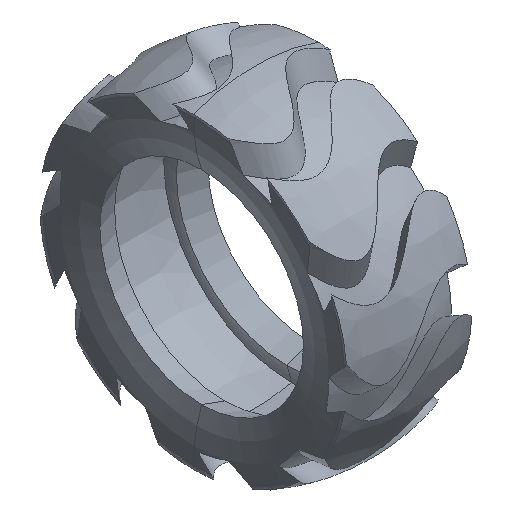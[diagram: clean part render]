
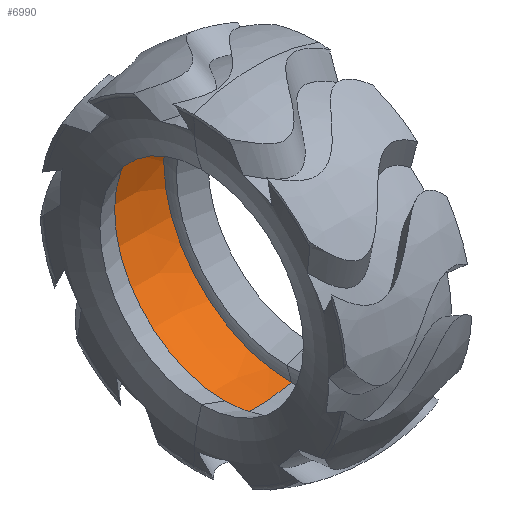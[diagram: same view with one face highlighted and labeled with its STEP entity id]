
A CAD part, isometric view. The second image highlights one B-rep face of the part: STEP entity #6990.
In plain terms, the highlighted toroidal (fillet/blend) face has major radius 9.038 mm and minor radius 89.038 mm.
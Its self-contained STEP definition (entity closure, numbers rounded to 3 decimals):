
#97 = CARTESIAN_POINT ( 'NONE',  ( -118.985, 0., -77.351 ) ) ;
#345 = AXIS2_PLACEMENT_3D ( 'NONE', #7891, #3812, #6856 ) ;
#1191 = CIRCLE ( 'NONE', #13023, 89.038 ) ;
#1519 = EDGE_CURVE ( 'NONE', #4923, #8455, #9568, .T. ) ;
#1859 = CIRCLE ( 'NONE', #4947, 77.351 ) ;
#1989 = DIRECTION ( 'NONE',  ( 0., 0., -1. ) ) ;
#3108 = CARTESIAN_POINT ( 'NONE',  ( -97.429, 0., 9.038 ) ) ;
#3317 = DIRECTION ( 'NONE',  ( 0., 0., -1. ) ) ;
#3745 = DIRECTION ( 'NONE',  ( 1., 0., 0. ) ) ;
#3789 = ORIENTED_EDGE ( 'NONE', *, *, #5232, .T. ) ;
#3812 = DIRECTION ( 'NONE',  ( 0., 1., 0. ) ) ;
#4148 = ORIENTED_EDGE ( 'NONE', *, *, #4952, .F. ) ;
#4923 = VERTEX_POINT ( 'NONE', #8290 ) ;
#4947 = AXIS2_PLACEMENT_3D ( 'NONE', #9126, #9331, #13358 ) ;
#4952 = EDGE_CURVE ( 'NONE', #11697, #5383, #1859, .T. ) ;
#5232 = EDGE_CURVE ( 'NONE', #11697, #4923, #1191, .T. ) ;
#5383 = VERTEX_POINT ( 'NONE', #12095 ) ;
#6856 = DIRECTION ( 'NONE',  ( 0., 0., 1. ) ) ;
#6983 = DIRECTION ( 'NONE',  ( 1., 0., 0. ) ) ;
#6987 = EDGE_CURVE ( 'NONE', #5383, #8455, #7636, .T. ) ;
#6990 = ADVANCED_FACE ( 'NONE', ( #9061 ), #8506, .F. ) ;
#7636 = CIRCLE ( 'NONE', #345, 89.038 ) ;
#7792 = CARTESIAN_POINT ( 'NONE',  ( -75.873, 0., 77.351 ) ) ;
#7852 = AXIS2_PLACEMENT_3D ( 'NONE', #12111, #3745, #8027 ) ;
#7891 = CARTESIAN_POINT ( 'NONE',  ( -97.429, 0., -9.038 ) ) ;
#8027 = DIRECTION ( 'NONE',  ( 0., 0., -1. ) ) ;
#8290 = CARTESIAN_POINT ( 'NONE',  ( -75.873, 0., -77.351 ) ) ;
#8455 = VERTEX_POINT ( 'NONE', #7792 ) ;
#8506 = TOROIDAL_SURFACE ( 'NONE', #7852, -9.038, 89.038 ) ;
#9061 = FACE_OUTER_BOUND ( 'NONE', #12684, .T. ) ;
#9126 = CARTESIAN_POINT ( 'NONE',  ( -118.985, 0., 0. ) ) ;
#9331 = DIRECTION ( 'NONE',  ( 1., 0., 0. ) ) ;
#9535 = DIRECTION ( 'NONE',  ( 0., -1., 0. ) ) ;
#9568 = CIRCLE ( 'NONE', #12450, 77.351 ) ;
#11203 = CARTESIAN_POINT ( 'NONE',  ( -75.873, 0., 0. ) ) ;
#11290 = ORIENTED_EDGE ( 'NONE', *, *, #1519, .T. ) ;
#11697 = VERTEX_POINT ( 'NONE', #97 ) ;
#12045 = ORIENTED_EDGE ( 'NONE', *, *, #6987, .F. ) ;
#12095 = CARTESIAN_POINT ( 'NONE',  ( -118.985, 0., 77.351 ) ) ;
#12111 = CARTESIAN_POINT ( 'NONE',  ( -97.429, 0., 0. ) ) ;
#12450 = AXIS2_PLACEMENT_3D ( 'NONE', #11203, #6983, #1989 ) ;
#12684 = EDGE_LOOP ( 'NONE', ( #12045, #4148, #3789, #11290 ) ) ;
#13023 = AXIS2_PLACEMENT_3D ( 'NONE', #3108, #9535, #3317 ) ;
#13358 = DIRECTION ( 'NONE',  ( 0., 0., -1. ) ) ;
